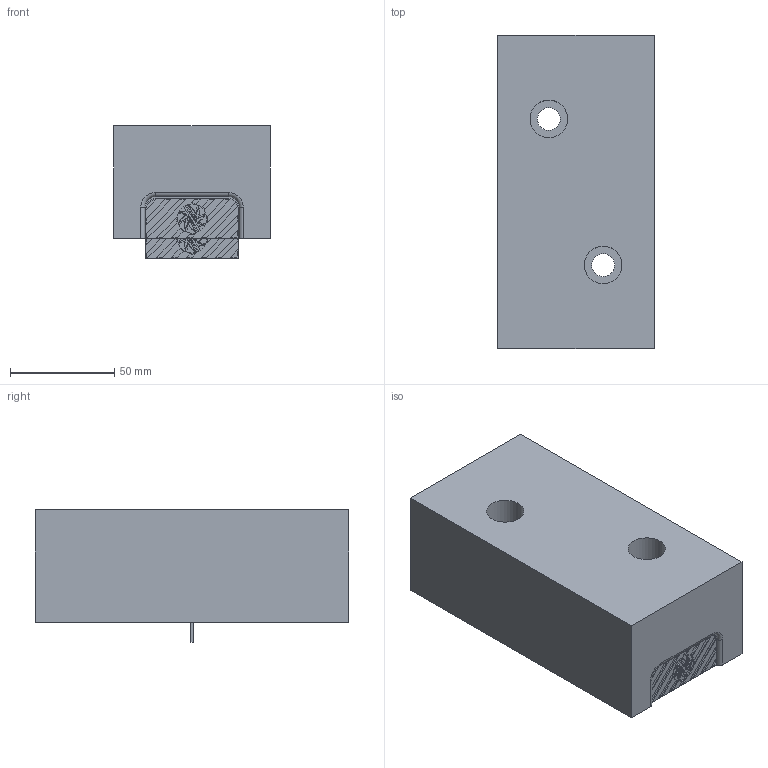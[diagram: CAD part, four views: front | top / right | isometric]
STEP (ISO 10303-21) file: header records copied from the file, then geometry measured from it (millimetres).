
FILE_DESCRIPTION( ( 'Unknown' ), '1' );
FILE_NAME( 'ALV-1040-57WH.stp', 'Unknown', ( 'S.C.H' ), ( 'Unknown' ), 'XStep 1.0', 'Unknown', ' ' );
FILE_SCHEMA( ( 'CONFIG_CONTROL_DESIGN' ) );
Length unit declared in the file: millimetre
Products named in the file (3): Assem1; 1; 2
Bounding box: 75 x 150 x 63.5 mm (x, y, z)
Surface area: 110766.2 mm2
Topology: 5 solids, 5 shells, 596 faces, 1482 edges, 984 vertices
Faces by surface type: plane 395, cylinder 193, torus 8
Full cylindrical faces by diameter (mm): 11 x4, 18 x4
Entity records: 6354 total; most frequent: DIRECTION 1086, CARTESIAN_POINT 1074, ORIENTED_EDGE 1032, EDGE_CURVE 516, LINE 374, VECTOR 374, AXIS2_PLACEMENT_3D 356, VERTEX_POINT 344
